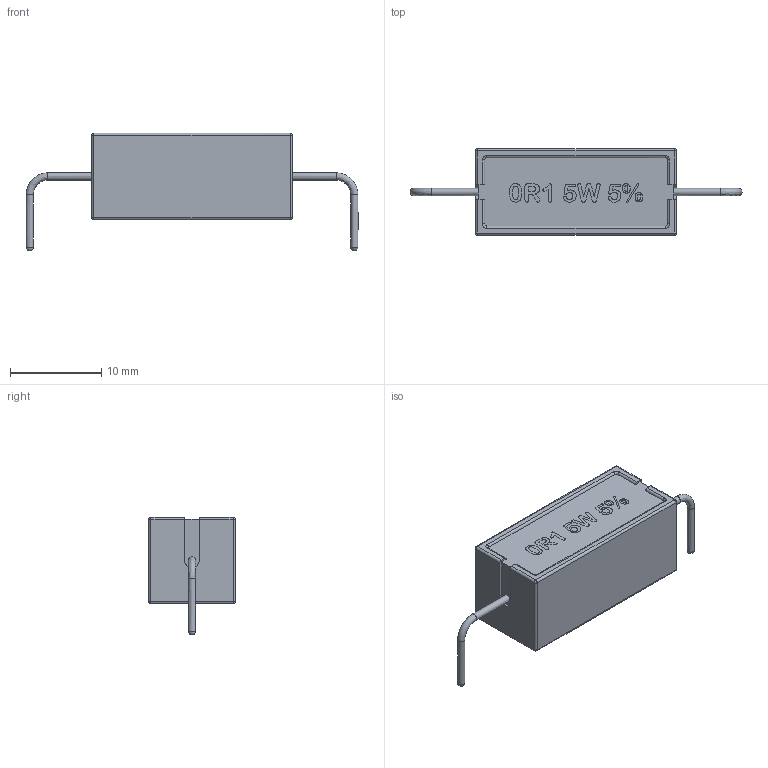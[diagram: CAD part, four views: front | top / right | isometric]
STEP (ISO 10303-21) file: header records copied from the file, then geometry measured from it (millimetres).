
FILE_DESCRIPTION(/* description */ (''),/* implementation_level */ '2;1');
FILE_NAME(/* name */ 'Ceramic Power Resistor Axial Leads',/* time_stamp */ '2020-04-11T10:31:48+02:00',/* author */ (''),/* organization */ (''),/* preprocessor_version */ 'ST-DEVELOPER v16.5',/* originating_system */ '',/* authorisation */ '');
FILE_SCHEMA (('AUTOMOTIVE_DESIGN'));
Length unit declared in the file: millimetre
Products named in the file (1): Document
Bounding box: 36.36 x 9.5 x 12.9 mm (x, y, z)
Volume: 716.8 mm3; surface area: 2327.3 mm2
Topology: 2 solids, 16 shells, 108 faces, 328 edges, 237 vertices
Faces by surface type: bspline 75, plane 33
Entity records: 4776 total; most frequent: CARTESIAN_POINT 2806, ORIENTED_EDGE 536, EDGE_CURVE 326, VERTEX_POINT 237, B_SPLINE_CURVE_WITH_KNOTS 218, EDGE_LOOP 121, ADVANCED_FACE 108, FACE_OUTER_BOUND 108
